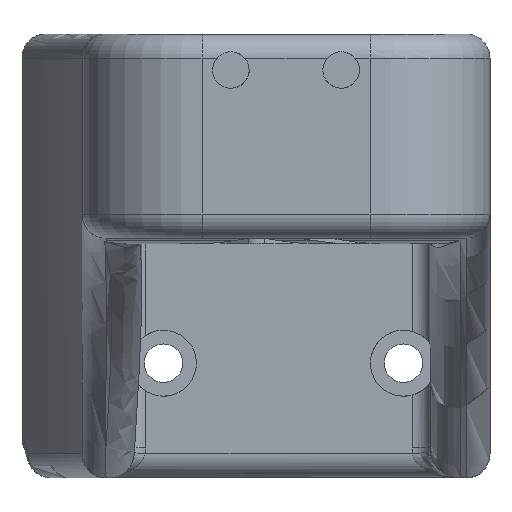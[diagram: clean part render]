
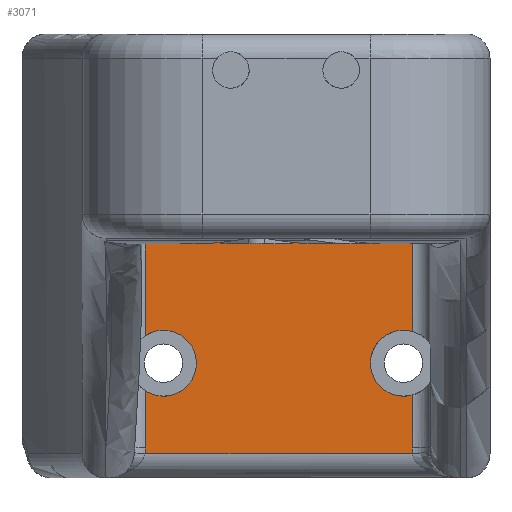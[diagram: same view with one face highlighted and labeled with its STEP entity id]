
A CAD part, front view. The second image highlights one B-rep face of the part: STEP entity #3071.
In plain terms, the highlighted planar face has unit normal (0, -1, 0).
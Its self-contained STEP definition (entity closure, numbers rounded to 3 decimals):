
#212=PLANE('',#3330);
#304=FACE_OUTER_BOUND('',#492,.T.);
#492=EDGE_LOOP('',(#2371,#2372,#2373,#2374,#2375,#2376,#2377,#2378,#2379,
#2380,#2381,#2382,#2383,#2384,#2385,#2386));
#732=LINE('',#5418,#936);
#738=LINE('',#5445,#942);
#740=LINE('',#5476,#944);
#742=LINE('',#5500,#946);
#743=LINE('',#5502,#947);
#744=LINE('',#5504,#948);
#745=LINE('',#5508,#949);
#746=LINE('',#5512,#950);
#936=VECTOR('',#3911,10.);
#942=VECTOR('',#3923,10.);
#944=VECTOR('',#3927,10.);
#946=VECTOR('',#3939,10.);
#947=VECTOR('',#3940,10.);
#948=VECTOR('',#3941,10.);
#949=VECTOR('',#3944,10.);
#950=VECTOR('',#3947,10.);
#1094=CIRCLE('',#3323,4.);
#1096=CIRCLE('',#3331,2.75);
#1097=CIRCLE('',#3332,2.75);
#1098=CIRCLE('',#3333,2.75);
#1099=CIRCLE('',#3334,2.75);
#1100=CIRCLE('',#3335,2.75);
#1101=CIRCLE('',#3336,2.75);
#1102=CIRCLE('',#3337,4.);
#1363=VERTEX_POINT('',#5374);
#1366=VERTEX_POINT('',#5399);
#1368=VERTEX_POINT('',#5405);
#1372=VERTEX_POINT('',#5444);
#1375=VERTEX_POINT('',#5462);
#1376=VERTEX_POINT('',#5475);
#1378=VERTEX_POINT('',#5492);
#1379=VERTEX_POINT('',#5495);
#1380=VERTEX_POINT('',#5497);
#1381=VERTEX_POINT('',#5499);
#1382=VERTEX_POINT('',#5501);
#1383=VERTEX_POINT('',#5503);
#1384=VERTEX_POINT('',#5505);
#1385=VERTEX_POINT('',#5507);
#1386=VERTEX_POINT('',#5509);
#1387=VERTEX_POINT('',#5511);
#1723=EDGE_CURVE('',#1366,#1363,#1094,.T.);
#1726=EDGE_CURVE('',#1368,#1366,#732,.T.);
#1733=EDGE_CURVE('',#1363,#1372,#738,.T.);
#1737=EDGE_CURVE('',#1375,#1376,#740,.T.);
#1740=EDGE_CURVE('',#1368,#1378,#1096,.T.);
#1741=EDGE_CURVE('',#1378,#1376,#1097,.T.);
#1742=EDGE_CURVE('',#1375,#1379,#1098,.T.);
#1743=EDGE_CURVE('',#1379,#1380,#1099,.T.);
#1744=EDGE_CURVE('',#1381,#1380,#742,.T.);
#1745=EDGE_CURVE('',#1382,#1381,#743,.T.);
#1746=EDGE_CURVE('',#1383,#1382,#744,.T.);
#1747=EDGE_CURVE('',#1383,#1384,#1100,.T.);
#1748=EDGE_CURVE('',#1385,#1384,#745,.T.);
#1749=EDGE_CURVE('',#1385,#1386,#1101,.T.);
#1750=EDGE_CURVE('',#1387,#1386,#746,.T.);
#1751=EDGE_CURVE('',#1372,#1387,#1102,.T.);
#2371=ORIENTED_EDGE('',*,*,#1726,.F.);
#2372=ORIENTED_EDGE('',*,*,#1740,.T.);
#2373=ORIENTED_EDGE('',*,*,#1741,.T.);
#2374=ORIENTED_EDGE('',*,*,#1737,.F.);
#2375=ORIENTED_EDGE('',*,*,#1742,.T.);
#2376=ORIENTED_EDGE('',*,*,#1743,.T.);
#2377=ORIENTED_EDGE('',*,*,#1744,.F.);
#2378=ORIENTED_EDGE('',*,*,#1745,.F.);
#2379=ORIENTED_EDGE('',*,*,#1746,.F.);
#2380=ORIENTED_EDGE('',*,*,#1747,.T.);
#2381=ORIENTED_EDGE('',*,*,#1748,.F.);
#2382=ORIENTED_EDGE('',*,*,#1749,.T.);
#2383=ORIENTED_EDGE('',*,*,#1750,.F.);
#2384=ORIENTED_EDGE('',*,*,#1751,.F.);
#2385=ORIENTED_EDGE('',*,*,#1733,.F.);
#2386=ORIENTED_EDGE('',*,*,#1723,.F.);
#3071=ADVANCED_FACE('',(#304),#212,.T.);
#3323=AXIS2_PLACEMENT_3D('',#5401,#3905,#3906);
#3330=AXIS2_PLACEMENT_3D('',#5491,#3929,#3930);
#3331=AXIS2_PLACEMENT_3D('',#5493,#3931,#3932);
#3332=AXIS2_PLACEMENT_3D('',#5494,#3933,#3934);
#3333=AXIS2_PLACEMENT_3D('',#5496,#3935,#3936);
#3334=AXIS2_PLACEMENT_3D('',#5498,#3937,#3938);
#3335=AXIS2_PLACEMENT_3D('',#5506,#3942,#3943);
#3336=AXIS2_PLACEMENT_3D('',#5510,#3945,#3946);
#3337=AXIS2_PLACEMENT_3D('',#5513,#3948,#3949);
#3905=DIRECTION('center_axis',(0.,-1.,0.));
#3906=DIRECTION('ref_axis',(-0.995,0.,-0.101));
#3911=DIRECTION('',(0.,0.,-1.));
#3923=DIRECTION('',(-1.,0.,0.));
#3927=DIRECTION('',(0.,0.,-1.));
#3929=DIRECTION('center_axis',(0.,-1.,0.));
#3930=DIRECTION('ref_axis',(-1.,0.,0.));
#3931=DIRECTION('center_axis',(0.,1.,0.));
#3932=DIRECTION('ref_axis',(1.,0.,0.));
#3933=DIRECTION('center_axis',(0.,1.,0.));
#3934=DIRECTION('ref_axis',(1.,0.,0.));
#3935=DIRECTION('center_axis',(0.,1.,0.));
#3936=DIRECTION('ref_axis',(1.,0.,0.));
#3937=DIRECTION('center_axis',(0.,1.,0.));
#3938=DIRECTION('ref_axis',(1.,0.,0.));
#3939=DIRECTION('',(0.,0.,-1.));
#3940=DIRECTION('',(1.,0.,0.));
#3941=DIRECTION('',(0.,0.,1.));
#3942=DIRECTION('center_axis',(0.,1.,0.));
#3943=DIRECTION('ref_axis',(1.,0.,0.));
#3944=DIRECTION('',(0.,0.,1.));
#3945=DIRECTION('center_axis',(0.,1.,0.));
#3946=DIRECTION('ref_axis',(1.,0.,0.));
#3947=DIRECTION('',(0.,0.,1.));
#3948=DIRECTION('center_axis',(0.,-1.,0.));
#3949=DIRECTION('ref_axis',(0.995,0.,-0.101));
#5374=CARTESIAN_POINT('',(-316.105,-131.495,-307.731));
#5399=CARTESIAN_POINT('',(-316.136,-131.495,-307.231));
#5401=CARTESIAN_POINT('Origin',(-312.136,-131.495,-307.231));
#5405=CARTESIAN_POINT('',(-316.136,-131.495,-302.819));
#5418=CARTESIAN_POINT('',(-316.136,-131.495,-275.731));
#5444=CARTESIAN_POINT('',(-338.401,-131.495,-307.731));
#5445=CARTESIAN_POINT('',(-320.636,-131.495,-307.731));
#5462=CARTESIAN_POINT('',(-316.136,-131.495,-287.819));
#5475=CARTESIAN_POINT('',(-316.136,-131.495,-297.507));
#5476=CARTESIAN_POINT('',(-316.136,-131.495,-275.731));
#5491=CARTESIAN_POINT('Origin',(-314.636,-131.495,-275.731));
#5492=CARTESIAN_POINT('',(-319.599,-131.495,-300.163));
#5493=CARTESIAN_POINT('Origin',(-316.849,-131.495,-300.163));
#5494=CARTESIAN_POINT('Origin',(-316.849,-131.495,-300.163));
#5495=CARTESIAN_POINT('',(-319.599,-131.495,-285.163));
#5496=CARTESIAN_POINT('Origin',(-316.849,-131.495,-285.163));
#5497=CARTESIAN_POINT('',(-316.136,-131.495,-282.507));
#5498=CARTESIAN_POINT('Origin',(-316.849,-131.495,-285.163));
#5499=CARTESIAN_POINT('',(-316.136,-131.495,-279.731));
#5500=CARTESIAN_POINT('',(-316.136,-131.495,-275.731));
#5501=CARTESIAN_POINT('',(-338.369,-131.495,-279.731));
#5502=CARTESIAN_POINT('',(-321.886,-131.495,-279.731));
#5503=CARTESIAN_POINT('',(-338.369,-131.495,-282.871));
#5504=CARTESIAN_POINT('',(-338.369,-131.495,-275.731));
#5505=CARTESIAN_POINT('',(-338.369,-131.495,-287.454));
#5506=CARTESIAN_POINT('Origin',(-336.849,-131.495,-285.163));
#5507=CARTESIAN_POINT('',(-338.369,-131.495,-297.871));
#5508=CARTESIAN_POINT('',(-338.369,-131.495,-275.731));
#5509=CARTESIAN_POINT('',(-338.369,-131.495,-302.455));
#5510=CARTESIAN_POINT('Origin',(-336.849,-131.495,-300.163));
#5511=CARTESIAN_POINT('',(-338.369,-131.495,-307.231));
#5512=CARTESIAN_POINT('',(-338.369,-131.495,-275.731));
#5513=CARTESIAN_POINT('Origin',(-342.369,-131.495,-307.231));
